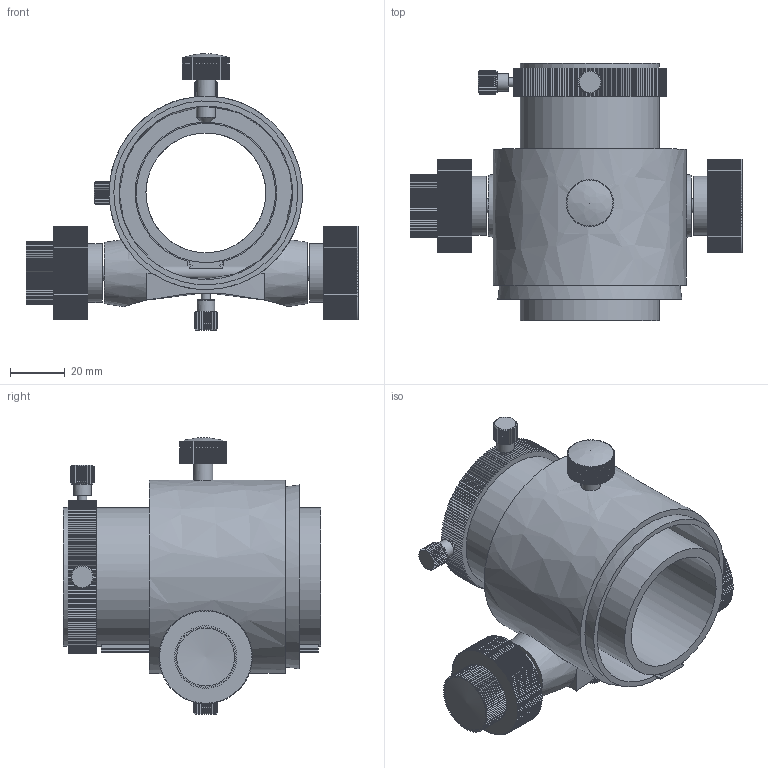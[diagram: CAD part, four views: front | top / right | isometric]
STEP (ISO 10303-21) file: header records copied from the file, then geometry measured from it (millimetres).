
FILE_DESCRIPTION(('FreeCAD Model'),'2;1');
FILE_NAME('Open CASCADE Shape Model','2025-04-27T16:22:13',('FreeCAD'),( 'FreeCAD'),'Open CASCADE STEP processor 7.6','FreeCAD','Unknown');
FILE_SCHEMA(('AUTOMOTIVE_DESIGN { 1 0 10303 214 1 1 1 1 }'));
Products named in the file (1): Open CASCADE STEP translator 7.6 1
Bounding box: 120.99 x 93.7 x 100.79 mm (x, y, z)
Volume: 144056.2 mm3; surface area: 83705.6 mm2
Topology: 12 solids, 12 shells, 1991 faces, 5853 edges, 3902 vertices
Faces by surface type: bspline 1991
Entity records: 61136 total; most frequent: CARTESIAN_POINT 26946, ORIENTED_EDGE 11704, EDGE_CURVE 5852, B_SPLINE_CURVE_WITH_KNOTS 4924, VERTEX_POINT 3902, FACE_BOUND 2026, EDGE_LOOP 2026, ADVANCED_FACE 1991
